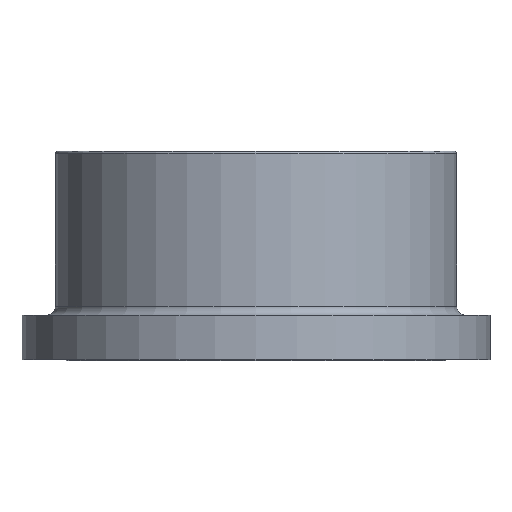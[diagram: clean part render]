
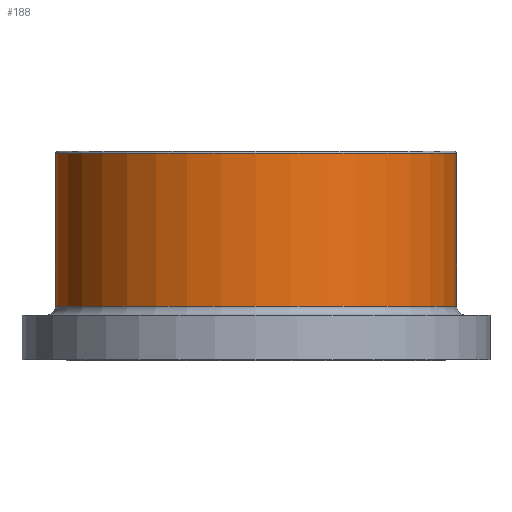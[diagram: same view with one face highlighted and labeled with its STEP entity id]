
A CAD part, front view. The second image highlights one B-rep face of the part: STEP entity #188.
In plain terms, the highlighted cylindrical face has radius 45 mm (diameter 90 mm), a full revolution.
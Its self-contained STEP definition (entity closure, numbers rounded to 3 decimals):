
#16=CYLINDRICAL_SURFACE($,#214,45.);
#30=FACE_BOUND($,#69,.T.);
#48=FACE_OUTER_BOUND($,#68,.T.);
#68=EDGE_LOOP($,(#153));
#69=EDGE_LOOP($,(#154));
#97=CIRCLE($,#213,45.);
#98=CIRCLE($,#215,45.);
#114=VERTEX_POINT($,#323);
#115=VERTEX_POINT($,#326);
#131=EDGE_CURVE($,#114,#114,#97,.T.);
#132=EDGE_CURVE($,#115,#115,#98,.T.);
#153=ORIENTED_EDGE($,*,*,#132,.F.);
#154=ORIENTED_EDGE($,*,*,#131,.T.);
#188=ADVANCED_FACE($,(#48,#30),#16,.T.);
#213=AXIS2_PLACEMENT_3D($,#324,#259,#260);
#214=AXIS2_PLACEMENT_3D($,#325,#261,#262);
#215=AXIS2_PLACEMENT_3D($,#327,#263,#264);
#259=DIRECTION('center_axis',(0.,0.,1.));
#260=DIRECTION('ref_axis',(0.,-1.,0.));
#261=DIRECTION('center_axis',(0.,0.,1.));
#262=DIRECTION('ref_axis',(0.,-1.,0.));
#263=DIRECTION('center_axis',(0.,0.,1.));
#264=DIRECTION('ref_axis',(0.,-1.,0.));
#323=CARTESIAN_POINT('',(0.,-45.,12.239));
#324=CARTESIAN_POINT('Origin',(0.,0.,12.239));
#325=CARTESIAN_POINT('Origin',(0.,0.,29.369));
#326=CARTESIAN_POINT('',(0.,-45.,46.5));
#327=CARTESIAN_POINT('Origin',(0.,0.,46.5));
